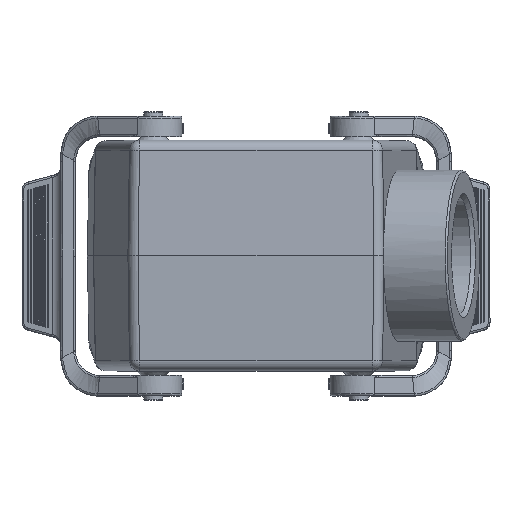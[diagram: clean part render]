
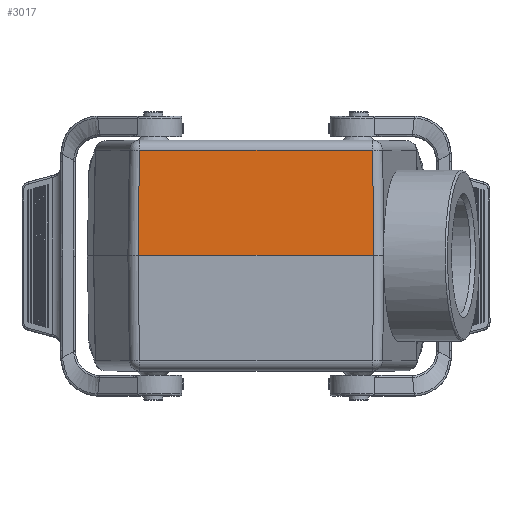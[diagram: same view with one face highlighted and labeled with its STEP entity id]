
A CAD part, top view. The second image highlights one B-rep face of the part: STEP entity #3017.
In plain terms, the highlighted planar face has unit normal (0, 0.018, 1).
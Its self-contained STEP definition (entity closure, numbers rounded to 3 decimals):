
#1714=PLANE('',#18890);
#2100=FACE_OUTER_BOUND('',#4171,.T.);
#3017=ADVANCED_FACE('',(#2100),#1714,.T.);
#4171=EDGE_LOOP('',(#5491,#5492,#5493,#5494));
#5491=ORIENTED_EDGE('',*,*,#11331,.F.);
#5492=ORIENTED_EDGE('',*,*,#11105,.T.);
#5493=ORIENTED_EDGE('',*,*,#11354,.T.);
#5494=ORIENTED_EDGE('',*,*,#11355,.T.);
#9720=VERTEX_POINT('',#26108);
#9723=VERTEX_POINT('',#26117);
#9931=VERTEX_POINT('',#27263);
#9943=VERTEX_POINT('',#27315);
#11105=EDGE_CURVE('',#9720,#9723,#15450,.T.);
#11331=EDGE_CURVE('',#9720,#9931,#15571,.T.);
#11354=EDGE_CURVE('',#9723,#9943,#15590,.T.);
#11355=EDGE_CURVE('',#9943,#9931,#15591,.T.);
#15450=LINE('',#26118,#16702);
#15571=LINE('',#27262,#16823);
#15590=LINE('',#27314,#16842);
#15591=LINE('',#27316,#16843);
#16702=VECTOR('',#20454,1.);
#16823=VECTOR('',#20713,1.);
#16842=VECTOR('',#20750,1.);
#16843=VECTOR('',#20751,1.);
#18890=AXIS2_PLACEMENT_3D('',#27317,#20752,#20753);
#20454=DIRECTION('',(-0.014,1.,-0.017));
#20713=DIRECTION('',(-1.,0.,0.));
#20750=DIRECTION('',(-1.,0.,0.));
#20751=DIRECTION('',(-0.014,-1.,0.017));
#20752=DIRECTION('',(0.,0.017,1.));
#20753=DIRECTION('',(0.,-1.,0.017));
#26108=CARTESIAN_POINT('',(28.692,0.,68.25));
#26117=CARTESIAN_POINT('',(28.325,25.544,67.804));
#26118=CARTESIAN_POINT('',(28.693,-0.03,68.251));
#27262=CARTESIAN_POINT('',(30.753,0.,68.25));
#27263=CARTESIAN_POINT('',(-28.692,0.,68.25));
#27314=CARTESIAN_POINT('',(30.753,25.544,67.804));
#27315=CARTESIAN_POINT('',(-28.325,25.544,67.804));
#27316=CARTESIAN_POINT('',(-28.68,0.855,68.235));
#27317=CARTESIAN_POINT('',(30.753,0.,68.25));
